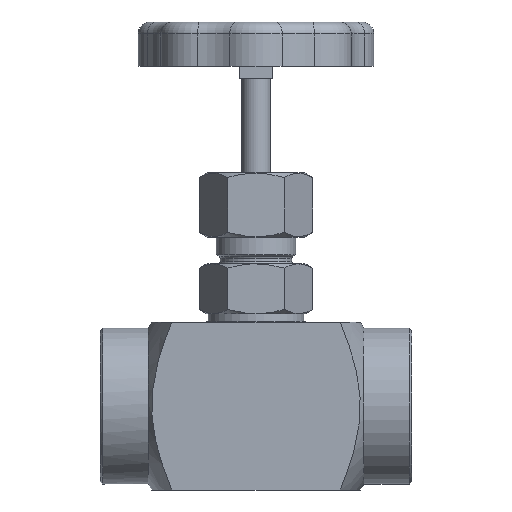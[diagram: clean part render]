
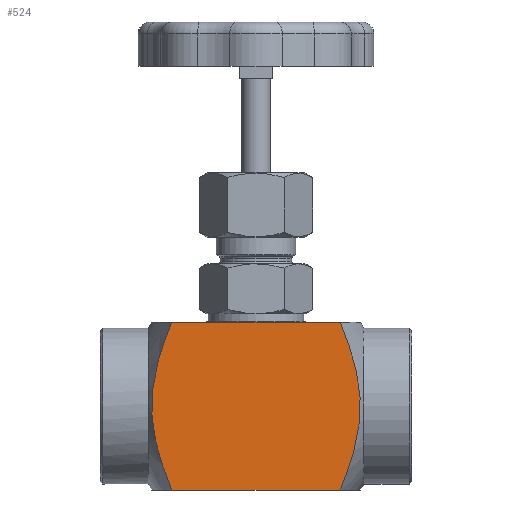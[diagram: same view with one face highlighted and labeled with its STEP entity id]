
A CAD part, front view. The second image highlights one B-rep face of the part: STEP entity #524.
In plain terms, the highlighted planar face has unit normal (0, -1, 0).
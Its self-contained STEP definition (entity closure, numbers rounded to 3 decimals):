
#524 = ADVANCED_FACE( '', ( #1154 ), #1155, .F. );
#1154 = FACE_OUTER_BOUND( '', #1868, .T. );
#1155 = PLANE( '', #1869 );
#1868 = EDGE_LOOP( '', ( #3277, #3278, #3279, #3280 ) );
#1869 = AXIS2_PLACEMENT_3D( '', #3281, #3282, #3283 );
#3277 = ORIENTED_EDGE( '', *, *, #4363, .F. );
#3278 = ORIENTED_EDGE( '', *, *, #4084, .T. );
#3279 = ORIENTED_EDGE( '', *, *, #4502, .F. );
#3280 = ORIENTED_EDGE( '', *, *, #4305, .F. );
#3281 = CARTESIAN_POINT( '', ( 65., -35., 35. ) );
#3282 = DIRECTION( '', ( 0., 1., 0. ) );
#3283 = DIRECTION( '', ( 1., 0., 0. ) );
#4084 = EDGE_CURVE( '', #4896, #4900, #4902, .T. );
#4305 = EDGE_CURVE( '', #5245, #5247, #5248, .T. );
#4363 = EDGE_CURVE( '', #4896, #5245, #5330, .T. );
#4502 = EDGE_CURVE( '', #5247, #4900, #5517, .T. );
#4896 = VERTEX_POINT( '', #6061 );
#4900 = VERTEX_POINT( '', #6089 );
#4902 = LINE( '', #6114, #6115 );
#5245 = VERTEX_POINT( '', #6970 );
#5247 = VERTEX_POINT( '', #6995 );
#5248 = LINE( '', #6996, #6997 );
#5330 = B_SPLINE_CURVE_WITH_KNOTS( '', 3, ( #7266, #7267, #7268, #7269, #7270, #7271, #7272, #7273, #7274, #7275, #7276, #7277, #7278, #7279, #7280, #7281, #7282, #7283, #7284, #7285, #7286, #7287, #7288, #7289 ), .UNSPECIFIED., .F., .F., ( 4, 2, 2, 2, 2, 2, 2, 2, 2, 2, 2, 4 ), ( 0., 0.009, 0.018, 0.027, 0.029, 0.032, 0.036, 0.045, 0.054, 0.059, 0.063, 0.072 ), .UNSPECIFIED. );
#5517 = B_SPLINE_CURVE_WITH_KNOTS( '', 3, ( #7722, #7723, #7724, #7725, #7726, #7727, #7728, #7729, #7730, #7731, #7732, #7733, #7734, #7735, #7736, #7737, #7738, #7739, #7740, #7741, #7742, #7743, #7744, #7745 ), .UNSPECIFIED., .F., .F., ( 4, 2, 2, 2, 2, 2, 2, 2, 2, 2, 2, 4 ), ( 0., 0.009, 0.018, 0.027, 0.029, 0.032, 0.036, 0.045, 0.054, 0.059, 0.063, 0.072 ), .UNSPECIFIED. );
#6061 = CARTESIAN_POINT( '', ( 35.187, -35., 35. ) );
#6089 = CARTESIAN_POINT( '', ( -35.187, -35., 35. ) );
#6114 = CARTESIAN_POINT( '', ( 65., -35., 35. ) );
#6115 = VECTOR( '', #8446, 1000. );
#6970 = CARTESIAN_POINT( '', ( 35.187, -35., -35. ) );
#6995 = CARTESIAN_POINT( '', ( -35.187, -35., -35. ) );
#6996 = CARTESIAN_POINT( '', ( 65., -35., -35. ) );
#6997 = VECTOR( '', #8714, 1000. );
#7266 = CARTESIAN_POINT( '', ( 35.187, -35., 35. ) );
#7267 = CARTESIAN_POINT( '', ( 36.33, -35., 32.198 ) );
#7268 = CARTESIAN_POINT( '', ( 37.413, -35., 29.38 ) );
#7269 = CARTESIAN_POINT( '', ( 39.397, -35., 23.693 ) );
#7270 = CARTESIAN_POINT( '', ( 40.298, -35., 20.825 ) );
#7271 = CARTESIAN_POINT( '', ( 41.827, -35., 15.013 ) );
#7272 = CARTESIAN_POINT( '', ( 42.455, -35., 12.069 ) );
#7273 = CARTESIAN_POINT( '', ( 42.997, -35., 8.323 ) );
#7274 = CARTESIAN_POINT( '', ( 43.094, -35., 7.57 ) );
#7275 = CARTESIAN_POINT( '', ( 43.261, -35., 6.058 ) );
#7276 = CARTESIAN_POINT( '', ( 43.331, -35., 5.296 ) );
#7277 = CARTESIAN_POINT( '', ( 43.5, -35., 3.019 ) );
#7278 = CARTESIAN_POINT( '', ( 43.557, -35., 1.507 ) );
#7279 = CARTESIAN_POINT( '', ( 43.557, -35., -3.011 ) );
#7280 = CARTESIAN_POINT( '', ( 43.329, -35., -5.998 ) );
#7281 = CARTESIAN_POINT( '', ( 42.48, -35., -11.93 ) );
#7282 = CARTESIAN_POINT( '', ( 41.859, -35., -14.875 ) );
#7283 = CARTESIAN_POINT( '', ( 40.709, -35., -19.267 ) );
#7284 = CARTESIAN_POINT( '', ( 40.289, -35., -20.729 ) );
#7285 = CARTESIAN_POINT( '', ( 39.394, -35., -23.627 ) );
#7286 = CARTESIAN_POINT( '', ( 38.918, -35., -25.066 ) );
#7287 = CARTESIAN_POINT( '', ( 37.421, -35., -29.36 ) );
#7288 = CARTESIAN_POINT( '', ( 36.334, -35., -32.19 ) );
#7289 = CARTESIAN_POINT( '', ( 35.187, -35., -35. ) );
#7722 = CARTESIAN_POINT( '', ( -35.187, -35., -35. ) );
#7723 = CARTESIAN_POINT( '', ( -36.33, -35., -32.198 ) );
#7724 = CARTESIAN_POINT( '', ( -37.413, -35., -29.38 ) );
#7725 = CARTESIAN_POINT( '', ( -39.397, -35., -23.693 ) );
#7726 = CARTESIAN_POINT( '', ( -40.298, -35., -20.825 ) );
#7727 = CARTESIAN_POINT( '', ( -41.827, -35., -15.013 ) );
#7728 = CARTESIAN_POINT( '', ( -42.455, -35., -12.069 ) );
#7729 = CARTESIAN_POINT( '', ( -42.997, -35., -8.323 ) );
#7730 = CARTESIAN_POINT( '', ( -43.094, -35., -7.57 ) );
#7731 = CARTESIAN_POINT( '', ( -43.261, -35., -6.058 ) );
#7732 = CARTESIAN_POINT( '', ( -43.331, -35., -5.296 ) );
#7733 = CARTESIAN_POINT( '', ( -43.5, -35., -3.019 ) );
#7734 = CARTESIAN_POINT( '', ( -43.557, -35., -1.507 ) );
#7735 = CARTESIAN_POINT( '', ( -43.557, -35., 3.011 ) );
#7736 = CARTESIAN_POINT( '', ( -43.329, -35., 5.998 ) );
#7737 = CARTESIAN_POINT( '', ( -42.48, -35., 11.93 ) );
#7738 = CARTESIAN_POINT( '', ( -41.859, -35., 14.875 ) );
#7739 = CARTESIAN_POINT( '', ( -40.709, -35., 19.267 ) );
#7740 = CARTESIAN_POINT( '', ( -40.289, -35., 20.729 ) );
#7741 = CARTESIAN_POINT( '', ( -39.394, -35., 23.627 ) );
#7742 = CARTESIAN_POINT( '', ( -38.918, -35., 25.066 ) );
#7743 = CARTESIAN_POINT( '', ( -37.421, -35., 29.36 ) );
#7744 = CARTESIAN_POINT( '', ( -36.334, -35., 32.19 ) );
#7745 = CARTESIAN_POINT( '', ( -35.187, -35., 35. ) );
#8446 = DIRECTION( '', ( -1., 0., 0. ) );
#8714 = DIRECTION( '', ( -1., 0., 0. ) );
